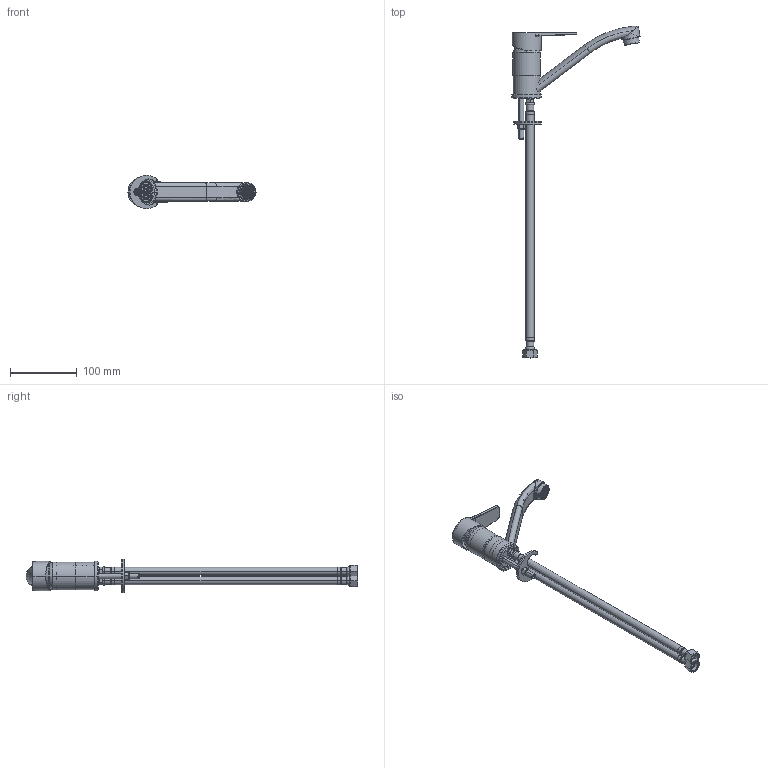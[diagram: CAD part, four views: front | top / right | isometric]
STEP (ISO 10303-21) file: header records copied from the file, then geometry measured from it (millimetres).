
FILE_DESCRIPTION((''),'2;1');
FILE_NAME('BTR2ABL_ASM','2023-10-06T',('Administrator'),(''),'PRO/ENGINEER BY PARAMETRIC TECHNOLOGY CORPORATION, 2010430','PRO/ENGINEER BY PARAMETRIC TECHNOLOGY CORPORATION, 2010430','');
FILE_SCHEMA(('CONFIG_CONTROL_DESIGN'));
Products named in the file (22): 2140015; 2710002; 2020032; 2020043; 2050040; 2550062; 2670125; 2530049; 2050001; 2320003; 2340006; 2240131; 2070016; 2210001; 2050113; 2030028; 2010069; 2010026; 2060038_ASM; 2860039; 2550063; BTR2ABL_ASM
Assembly tree (24 placements, depth 3):
  BTR2ABL_ASM
    2140015
    2710002
    2020032
    2020043
    2050040  x2
    2550062  x2
    2670125
    2530049
    2050001
    2320003
    2340006
    2240131
    2070016
    2210001
    2060038_ASM
      2050113
      2030028
      2010069
      2010026
    2860039  x2
    2550063
Bounding box: 191.32 x 495.65 x 49.47 mm (x, y, z)
Volume: 168827.2 mm3; surface area: 153261.2 mm2
Topology: 28 solids, 28 shells, 2047 faces, 5663 edges, 3624 vertices
Faces by surface type: plane 1270, cylinder 460, cone 134, torus 121, bspline 48, sphere 14
Entity records: 66282 total; most frequent: CARTESIAN_POINT 15917, ORIENTED_EDGE 10860, DIRECTION 9725, EDGE_CURVE 5430, VERTEX_POINT 3496, VECTOR 3309, LINE 3309, AXIS2_PLACEMENT_3D 3208
